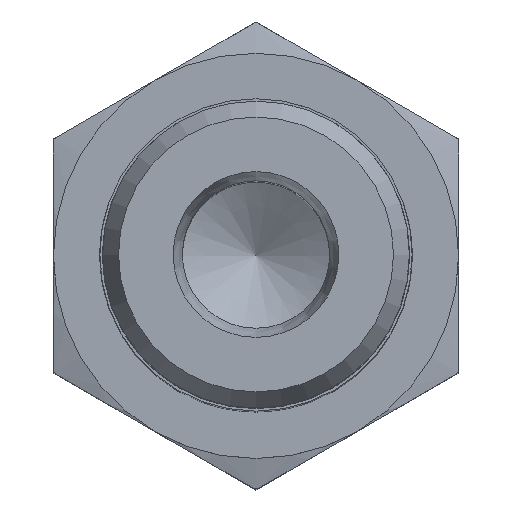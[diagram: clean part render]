
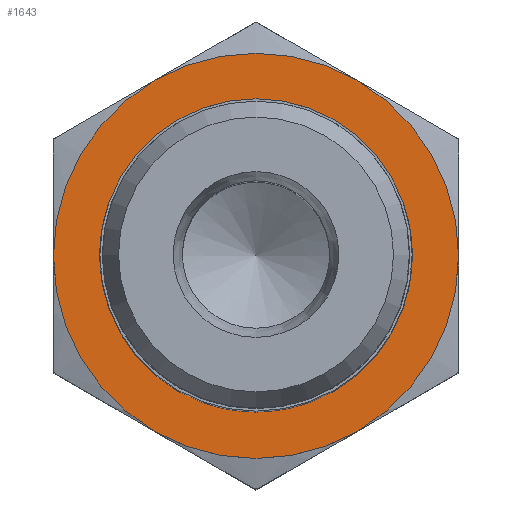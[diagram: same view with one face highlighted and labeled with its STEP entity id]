
A CAD part, top view. The second image highlights one B-rep face of the part: STEP entity #1643.
In plain terms, the highlighted planar face has unit normal (0, 0, 1).
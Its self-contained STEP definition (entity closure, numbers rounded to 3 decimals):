
#1538=CARTESIAN_POINT('',(-11.0,0.,6.));
#1539=VERTEX_POINT('',#1538);
#1540=CARTESIAN_POINT('',(0.,0.,6.));
#1541=DIRECTION('',(0.0,0.0,1.0));
#1542=DIRECTION('',(-1.0,0.0,0.0));
#1543=AXIS2_PLACEMENT_3D('',#1540,#1541,#1542);
#1544=CIRCLE('',#1543,11.0);
#1545=EDGE_CURVE('',#1539,#1539,#1544,.T.);
#1605=CARTESIAN_POINT('',(8.48,0.,6.));
#1606=VERTEX_POINT('',#1605);
#1607=CARTESIAN_POINT('',(0.0,0.0,6.));
#1608=DIRECTION('',(0.0,0.0,1.0));
#1609=DIRECTION('',(-1.0,0.0,0.0));
#1610=AXIS2_PLACEMENT_3D('',#1607,#1608,#1609);
#1611=CIRCLE('',#1610,8.48);
#1612=EDGE_CURVE('',#1606,#1606,#1611,.T.);
#1632=CARTESIAN_POINT('',(0.,0.,6.));
#1633=DIRECTION('',(0.0,0.0,1.0));
#1634=DIRECTION('',(1.0,0.0,0.0));
#1635=AXIS2_PLACEMENT_3D('',#1632,#1633,#1634);
#1636=PLANE('',#1635);
#1637=ORIENTED_EDGE('',*,*,#1545,.T.);
#1638=EDGE_LOOP('',(#1637));
#1639=FACE_OUTER_BOUND('',#1638,.T.);
#1640=ORIENTED_EDGE('',*,*,#1612,.F.);
#1641=EDGE_LOOP('',(#1640));
#1642=FACE_BOUND('',#1641,.T.);
#1643=ADVANCED_FACE('',(#1639,#1642),#1636,.T.);
